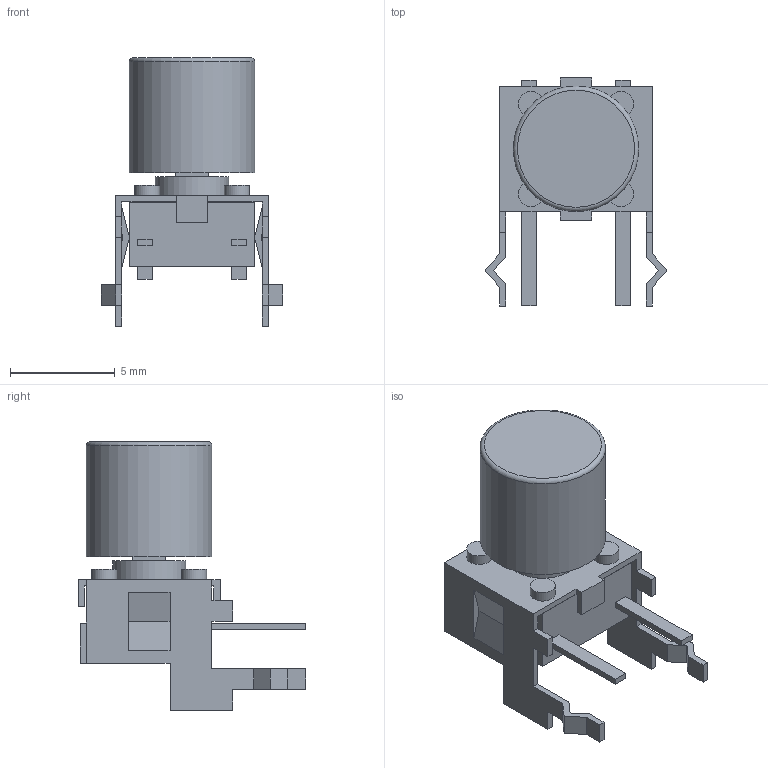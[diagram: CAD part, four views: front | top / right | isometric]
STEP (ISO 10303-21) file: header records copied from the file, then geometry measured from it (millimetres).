
FILE_DESCRIPTION(/* description */ (''),/* implementation_level */ '2;1');
FILE_NAME(/* name */ '5f451db2f6e316160528a48e',/* time_stamp */ '2020-08-25T14:18:27+00:00',/* author */ (''),/* organization */ (''),/* preprocessor_version */ 'ST-DEVELOPER v16.7',/* originating_system */ $,/* authorisation */ $);
FILE_SCHEMA (('AUTOMOTIVE_DESIGN {1 0 10303 214 3 1 1}'));
Length unit declared in the file: metre
Products named in the file (1): Push Button
Bounding box: 8.7 x 10.9 x 12.85 mm (x, y, z)
Volume: 291.7 mm3; surface area: 660.8 mm2
Topology: 1 solids, 5 shells, 157 faces, 407 edges, 268 vertices
Faces by surface type: plane 146, cylinder 10, torus 1
Full cylindrical faces by diameter (mm): 0.6 x1, 1.2 x4, 3.5 x2, 6 x1
Entity records: 4632 total; most frequent: CARTESIAN_POINT 810, ORIENTED_EDGE 782, DIRECTION 728, EDGE_CURVE 391, LINE 370, VECTOR 370, VERTEX_POINT 261, EDGE_LOOP 182
